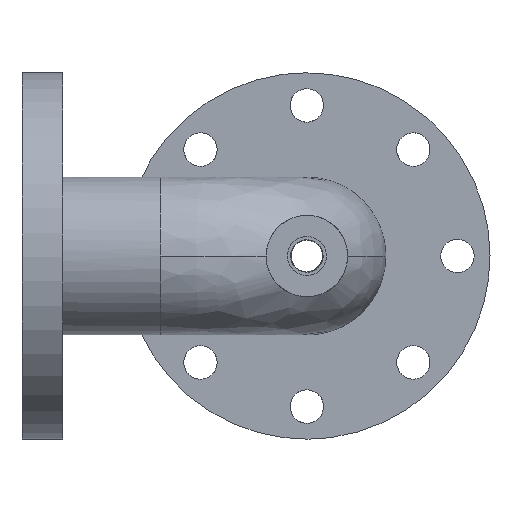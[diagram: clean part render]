
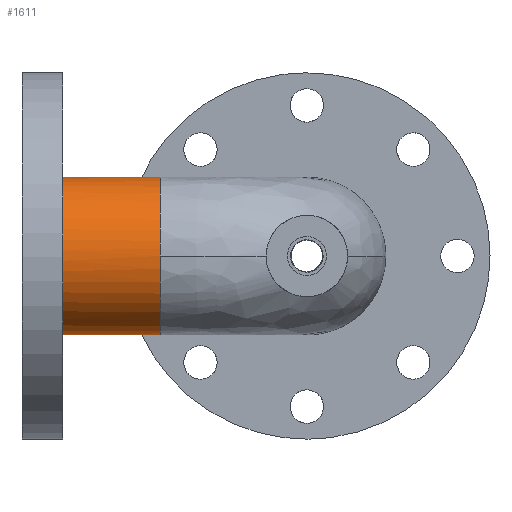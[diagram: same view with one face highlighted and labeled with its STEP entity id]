
A CAD part, left-side view. The second image highlights one B-rep face of the part: STEP entity #1611.
In plain terms, the highlighted free-form (B-spline) face has degree [2, 1] with [5, 2] control points.
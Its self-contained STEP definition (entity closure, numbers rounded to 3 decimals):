
#251 = VERTEX_POINT('',#252);
#252 = CARTESIAN_POINT('',(-312.858,128.866,0.));
#258 = EDGE_CURVE('',#251,#259,#261,.T.);
#259 = VERTEX_POINT('',#260);
#260 = CARTESIAN_POINT('',(-243.414,128.866,
    -69.444));
#261 = ( BOUNDED_CURVE() B_SPLINE_CURVE(2,(#262,#263,#264),
.UNSPECIFIED.,.F.,.F.) B_SPLINE_CURVE_WITH_KNOTS((3,3),(4.712,
6.283),.PIECEWISE_BEZIER_KNOTS.) CURVE() 
GEOMETRIC_REPRESENTATION_ITEM() RATIONAL_B_SPLINE_CURVE((1.,
0.707,1.)) REPRESENTATION_ITEM('') );
#262 = CARTESIAN_POINT('',(-312.858,128.866,
    0.));
#263 = CARTESIAN_POINT('',(-312.858,128.866,
    -69.444));
#264 = CARTESIAN_POINT('',(-243.414,128.866,
    -69.444));
#1497 = EDGE_CURVE('',#259,#1498,#1500,.T.);
#1498 = VERTEX_POINT('',#1499);
#1499 = CARTESIAN_POINT('',(-243.414,214.777,
    -69.444));
#1500 = B_SPLINE_CURVE_WITH_KNOTS('',1,(#1501,#1502),.UNSPECIFIED.,.F.,
  .F.,(2,2),(0.,60.),.PIECEWISE_BEZIER_KNOTS.);
#1501 = CARTESIAN_POINT('',(-243.414,128.866,
    -69.444));
#1502 = CARTESIAN_POINT('',(-243.414,214.777,
    -69.444));
#1505 = VERTEX_POINT('',#1506);
#1506 = CARTESIAN_POINT('',(-243.414,214.777,
    69.444));
#1514 = EDGE_CURVE('',#1515,#1505,#1517,.T.);
#1515 = VERTEX_POINT('',#1516);
#1516 = CARTESIAN_POINT('',(-243.414,128.866,
    69.444));
#1517 = B_SPLINE_CURVE_WITH_KNOTS('',1,(#1518,#1519),.UNSPECIFIED.,.F.,
  .F.,(2,2),(0.,60.),.PIECEWISE_BEZIER_KNOTS.);
#1518 = CARTESIAN_POINT('',(-243.414,128.866,
    69.444));
#1519 = CARTESIAN_POINT('',(-243.414,214.777,
    69.444));
#1551 = EDGE_CURVE('',#1515,#251,#1552,.T.);
#1552 = ( BOUNDED_CURVE() B_SPLINE_CURVE(2,(#1553,#1554,#1555),
.UNSPECIFIED.,.F.,.F.) B_SPLINE_CURVE_WITH_KNOTS((3,3),(3.142,
4.712),.PIECEWISE_BEZIER_KNOTS.) CURVE() 
GEOMETRIC_REPRESENTATION_ITEM() RATIONAL_B_SPLINE_CURVE((1.,
0.707,1.)) REPRESENTATION_ITEM('') );
#1553 = CARTESIAN_POINT('',(-243.414,128.866,
    69.444));
#1554 = CARTESIAN_POINT('',(-312.858,128.866,
    69.444));
#1555 = CARTESIAN_POINT('',(-312.858,128.866,
    0.));
#1611 = ADVANCED_FACE('',(#1612),#1626,.T.);
#1612 = FACE_BOUND('',#1613,.T.);
#1613 = EDGE_LOOP('',(#1614,#1615,#1616,#1617,#1618));
#1614 = ORIENTED_EDGE('',*,*,#1497,.F.);
#1615 = ORIENTED_EDGE('',*,*,#258,.F.);
#1616 = ORIENTED_EDGE('',*,*,#1551,.F.);
#1617 = ORIENTED_EDGE('',*,*,#1514,.T.);
#1618 = ORIENTED_EDGE('',*,*,#1619,.F.);
#1619 = EDGE_CURVE('',#1498,#1505,#1620,.T.);
#1620 = ( BOUNDED_CURVE() B_SPLINE_CURVE(2,(#1621,#1622,#1623,#1624,
#1625),.UNSPECIFIED.,.F.,.F.) B_SPLINE_CURVE_WITH_KNOTS((3,2,3),(
    3.142,4.712,6.283),
.PIECEWISE_BEZIER_KNOTS.) CURVE() GEOMETRIC_REPRESENTATION_ITEM() 
RATIONAL_B_SPLINE_CURVE((1.,0.707,1.,0.707,1.)) 
REPRESENTATION_ITEM('') );
#1621 = CARTESIAN_POINT('',(-243.414,214.777,
    -69.444));
#1622 = CARTESIAN_POINT('',(-312.858,214.777,
    -69.444));
#1623 = CARTESIAN_POINT('',(-312.858,214.777,
    0.));
#1624 = CARTESIAN_POINT('',(-312.858,214.777,
    69.444));
#1625 = CARTESIAN_POINT('',(-243.414,214.777,
    69.444));
#1626 = ( BOUNDED_SURFACE() B_SPLINE_SURFACE(2,1,(
    (#1627,#1628)
    ,(#1629,#1630)
    ,(#1631,#1632)
    ,(#1633,#1634)
    ,(#1635,#1636
)),.UNSPECIFIED.,.F.,.F.,.F.) B_SPLINE_SURFACE_WITH_KNOTS((3,2,3),(2,2),
  (3.142,4.712,6.283),(0.,60.),
.PIECEWISE_BEZIER_KNOTS.) GEOMETRIC_REPRESENTATION_ITEM() 
RATIONAL_B_SPLINE_SURFACE((
    (1.,1.)
    ,(0.707,0.707)
    ,(1.,1.)
    ,(0.707,0.707)
,(1.,1.))) REPRESENTATION_ITEM('') SURFACE() );
#1627 = CARTESIAN_POINT('',(-243.414,128.866,
    -69.444));
#1628 = CARTESIAN_POINT('',(-243.414,214.777,
    -69.444));
#1629 = CARTESIAN_POINT('',(-312.858,128.866,
    -69.444));
#1630 = CARTESIAN_POINT('',(-312.858,214.777,
    -69.444));
#1631 = CARTESIAN_POINT('',(-312.858,128.866,
    0.));
#1632 = CARTESIAN_POINT('',(-312.858,214.777,
    0.));
#1633 = CARTESIAN_POINT('',(-312.858,128.866,
    69.444));
#1634 = CARTESIAN_POINT('',(-312.858,214.777,
    69.444));
#1635 = CARTESIAN_POINT('',(-243.414,128.866,
    69.444));
#1636 = CARTESIAN_POINT('',(-243.414,214.777,
    69.444));
